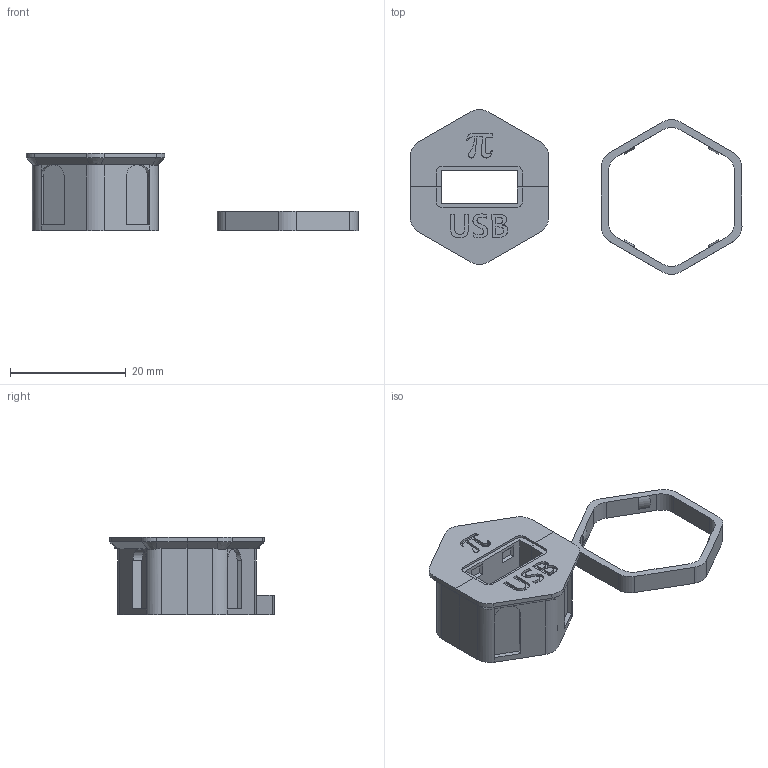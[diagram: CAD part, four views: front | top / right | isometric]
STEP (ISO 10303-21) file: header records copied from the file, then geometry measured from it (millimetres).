
FILE_DESCRIPTION(/* description */ (''),/* implementation_level */ '2;1');
FILE_NAME(/* name */ 'Skirt USB v4.step',/* time_stamp */ '2023-02-10T17:37:08-05:00',/* author */ (''),/* organization */ (''),/* preprocessor_version */ 'ST-DEVELOPER v19.2',/* originating_system */ 'Autodesk Translation Framework v11.17.0.187',/* authorisation */ '');
FILE_SCHEMA (('AUTOMOTIVE_DESIGN { 1 0 10303 214 3 1 1 }'));
Length unit declared in the file: millimetre
Products named in the file (2): Skirt USB; lock v1
Assembly tree (1 placements, depth 2):
  Skirt USB
    lock v1
Bounding box: 57.45 x 28.51 x 13.4 mm (x, y, z)
Volume: 4288.4 mm3; surface area: 3441.9 mm2
Topology: 3 solids, 3 shells, 269 faces, 723 edges, 470 vertices
Faces by surface type: plane 155, bspline 68, cylinder 40, cone 6
Entity records: 8975 total; most frequent: CARTESIAN_POINT 2629, ORIENTED_EDGE 1446, DIRECTION 1071, EDGE_CURVE 723, LINE 495, VECTOR 495, VERTEX_POINT 470, AXIS2_PLACEMENT_3D 288
